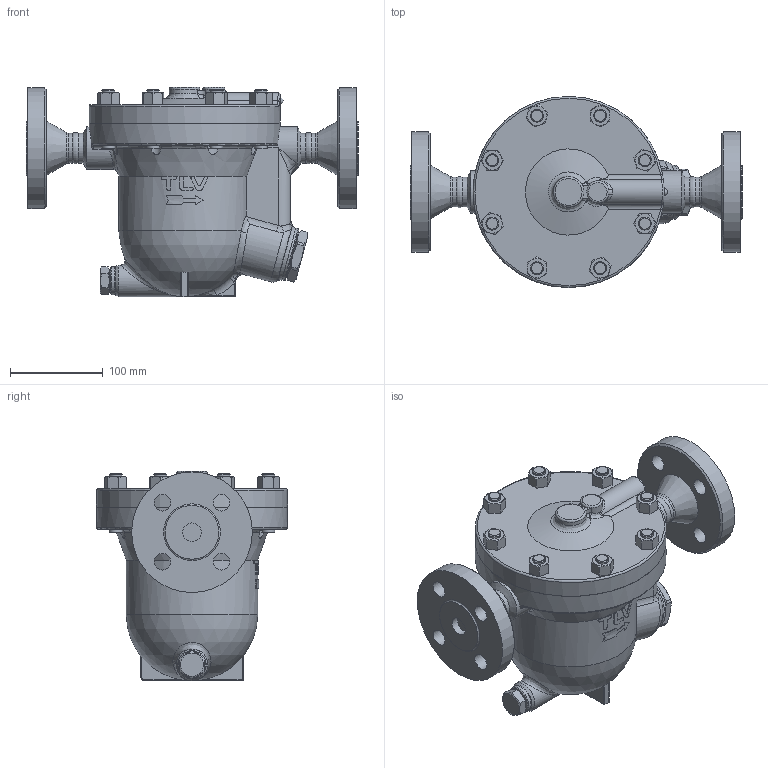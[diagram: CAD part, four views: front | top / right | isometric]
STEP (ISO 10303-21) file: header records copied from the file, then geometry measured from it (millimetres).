
FILE_DESCRIPTION((''),'2;1');
FILE_NAME('j7rlb-020-e0063-00.stp','2011-09-30T11:11:25',('asada'),(''),'Autodesk Inventor 2012','Autodesk Inventor 2012','');
FILE_SCHEMA(('AUTOMOTIVE_DESIGN { 1 0 10303 214 1 1 1 1 }'));
Length unit declared in the file: millimetre
Products named in the file (1): j7rlb-020-e0063-00
Bounding box: 358 x 206 x 225.6 mm (x, y, z)
Volume: 4931742.2 mm3; surface area: 309851.6 mm2
Topology: 1 solids, 1 shells, 426 faces, 1014 edges, 631 vertices
Faces by surface type: plane 146, cylinder 115, cone 81, bspline 49, torus 28, sphere 7
Full cylindrical faces by diameter (mm): 14 x24, 16 x8, 18 x8, 20 x2, 21 x1, 30 x1, 32 x4, 33 x1, 34 x1, 46 x1, 49.5 x1, 58 x3, 130 x2, 150 x1, 206 x2
Entity records: 15041 total; most frequent: CARTESIAN_POINT 6327, ORIENTED_EDGE 1786, DIRECTION 1665, EDGE_CURVE 893, AXIS2_PLACEMENT_3D 729, VERTEX_POINT 605, EDGE_LOOP 594, FACE_OUTER_BOUND 426
